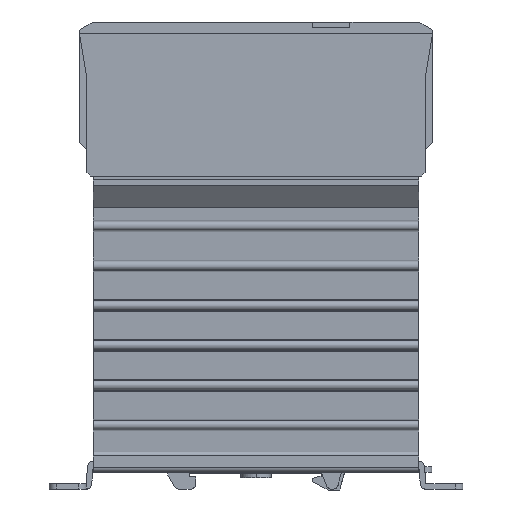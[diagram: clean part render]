
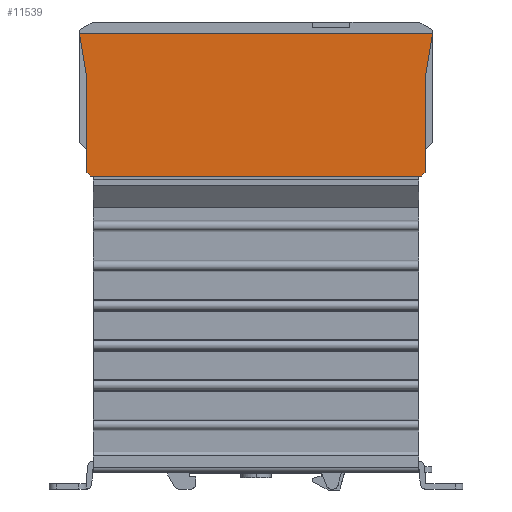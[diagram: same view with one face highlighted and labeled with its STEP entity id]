
A CAD part, left-side view. The second image highlights one B-rep face of the part: STEP entity #11539.
In plain terms, the highlighted planar face has unit normal (-1, 0, 0).
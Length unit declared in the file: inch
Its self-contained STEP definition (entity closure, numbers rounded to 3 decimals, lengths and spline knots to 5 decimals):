
#4 = CARTESIAN_POINT ( 'NONE',  ( -0.88583, 1.73228, 0. ) ) ;
#126 = EDGE_LOOP ( 'NONE', ( #9118, #4361, #6402, #9366, #6780, #4310, #11963, #1051 ) ) ;
#194 = EDGE_CURVE ( 'NONE', #3839, #2629, #12131, .T. ) ;
#274 = CARTESIAN_POINT ( 'NONE',  ( -0.88583, 1.85039, 1.49606 ) ) ;
#375 = LINE ( 'NONE', #8179, #4298 ) ;
#479 = DIRECTION ( 'NONE',  ( 0., 0., -1. ) ) ;
#481 = VERTEX_POINT ( 'NONE', #1053 ) ;
#514 = CARTESIAN_POINT ( 'NONE',  ( -0.88583, -1.85039, 1.49606 ) ) ;
#559 = CARTESIAN_POINT ( 'NONE',  ( -0.88583, -1.77165, 1.49606 ) ) ;
#851 = VERTEX_POINT ( 'NONE', #11646 ) ;
#1046 = CARTESIAN_POINT ( 'NONE',  ( -0.88583, -1.85039, 1.49606 ) ) ;
#1051 = ORIENTED_EDGE ( 'NONE', *, *, #194, .T. ) ;
#1053 = CARTESIAN_POINT ( 'NONE',  ( -0.88583, -1.85039, 1.49606 ) ) ;
#1616 = CARTESIAN_POINT ( 'NONE',  ( -0.88583, 1.77165, 1.0315 ) ) ;
#1661 = VECTOR ( 'NONE', #4241, 39.37008 ) ;
#1668 = CARTESIAN_POINT ( 'NONE',  ( -0.88583, 0., 0. ) ) ;
#1852 = EDGE_CURVE ( 'NONE', #10756, #6128, #375, .T. ) ;
#1878 = CARTESIAN_POINT ( 'NONE',  ( -0.88583, -1.77165, 0.03937 ) ) ;
#2398 = CARTESIAN_POINT ( 'NONE',  ( -0.88583, 1.77165, 0.03937 ) ) ;
#2580 = EDGE_CURVE ( 'NONE', #10756, #851, #8506, .T. ) ;
#2629 = VERTEX_POINT ( 'NONE', #4806 ) ;
#3041 = CARTESIAN_POINT ( 'NONE',  ( -0.88583, 1.77165, 1.49606 ) ) ;
#3383 = DIRECTION ( 'NONE',  ( 0., -0.167, 0.986 ) ) ;
#3727 = AXIS2_PLACEMENT_3D ( 'NONE', #1046, #9880, #10767 ) ;
#3839 = VERTEX_POINT ( 'NONE', #10916 ) ;
#3878 = VERTEX_POINT ( 'NONE', #6188 ) ;
#4241 = DIRECTION ( 'NONE',  ( 0., -0.167, -0.986 ) ) ;
#4298 = VECTOR ( 'NONE', #12075, 39.37008 ) ;
#4310 = ORIENTED_EDGE ( 'NONE', *, *, #2580, .T. ) ;
#4361 = ORIENTED_EDGE ( 'NONE', *, *, #12346, .T. ) ;
#4806 = CARTESIAN_POINT ( 'NONE',  ( -0.88583, -1.77165, 1.0315 ) ) ;
#5070 = VECTOR ( 'NONE', #7219, 39.37008 ) ;
#5186 = DIRECTION ( 'NONE',  ( 0., 1., 0. ) ) ;
#5579 = DIRECTION ( 'NONE',  ( 0., -1., 0. ) ) ;
#5849 = DIRECTION ( 'NONE',  ( 0., -0.707, 0.707 ) ) ;
#6128 = VERTEX_POINT ( 'NONE', #2398 ) ;
#6169 = LINE ( 'NONE', #3041, #7866 ) ;
#6188 = CARTESIAN_POINT ( 'NONE',  ( -0.88583, 1.85039, 1.49606 ) ) ;
#6369 = VECTOR ( 'NONE', #5186, 39.37008 ) ;
#6402 = ORIENTED_EDGE ( 'NONE', *, *, #10535, .T. ) ;
#6769 = EDGE_CURVE ( 'NONE', #11662, #6128, #6169, .T. ) ;
#6780 = ORIENTED_EDGE ( 'NONE', *, *, #1852, .F. ) ;
#7219 = DIRECTION ( 'NONE',  ( 0., 0., 1. ) ) ;
#7866 = VECTOR ( 'NONE', #479, 39.37008 ) ;
#7885 = EDGE_CURVE ( 'NONE', #2629, #481, #12051, .T. ) ;
#8179 = CARTESIAN_POINT ( 'NONE',  ( -0.88583, 1.77165, 0.03937 ) ) ;
#8506 = LINE ( 'NONE', #1668, #11859 ) ;
#8718 = PLANE ( 'NONE',  #3727 ) ;
#9042 = LINE ( 'NONE', #274, #1661 ) ;
#9118 = ORIENTED_EDGE ( 'NONE', *, *, #7885, .T. ) ;
#9366 = ORIENTED_EDGE ( 'NONE', *, *, #6769, .T. ) ;
#9603 = VECTOR ( 'NONE', #5849, 39.37008 ) ;
#9880 = DIRECTION ( 'NONE',  ( -1., 0., 0. ) ) ;
#10078 = CARTESIAN_POINT ( 'NONE',  ( -0.88583, -1.77165, 1.0315 ) ) ;
#10366 = EDGE_CURVE ( 'NONE', #851, #3839, #10567, .T. ) ;
#10535 = EDGE_CURVE ( 'NONE', #3878, #11662, #9042, .T. ) ;
#10567 = LINE ( 'NONE', #1878, #9603 ) ;
#10756 = VERTEX_POINT ( 'NONE', #4 ) ;
#10767 = DIRECTION ( 'NONE',  ( 0., 0., 1. ) ) ;
#10916 = CARTESIAN_POINT ( 'NONE',  ( -0.88583, -1.77165, 0.03937 ) ) ;
#11059 = LINE ( 'NONE', #514, #6369 ) ;
#11539 = ADVANCED_FACE ( 'NONE', ( #12555 ), #8718, .T. ) ;
#11646 = CARTESIAN_POINT ( 'NONE',  ( -0.88583, -1.73228, 0. ) ) ;
#11662 = VERTEX_POINT ( 'NONE', #1616 ) ;
#11859 = VECTOR ( 'NONE', #5579, 39.37008 ) ;
#11963 = ORIENTED_EDGE ( 'NONE', *, *, #10366, .T. ) ;
#12017 = VECTOR ( 'NONE', #3383, 39.37008 ) ;
#12051 = LINE ( 'NONE', #10078, #12017 ) ;
#12075 = DIRECTION ( 'NONE',  ( 0., 0.707, 0.707 ) ) ;
#12131 = LINE ( 'NONE', #559, #5070 ) ;
#12346 = EDGE_CURVE ( 'NONE', #481, #3878, #11059, .T. ) ;
#12555 = FACE_OUTER_BOUND ( 'NONE', #126, .T. ) ;
